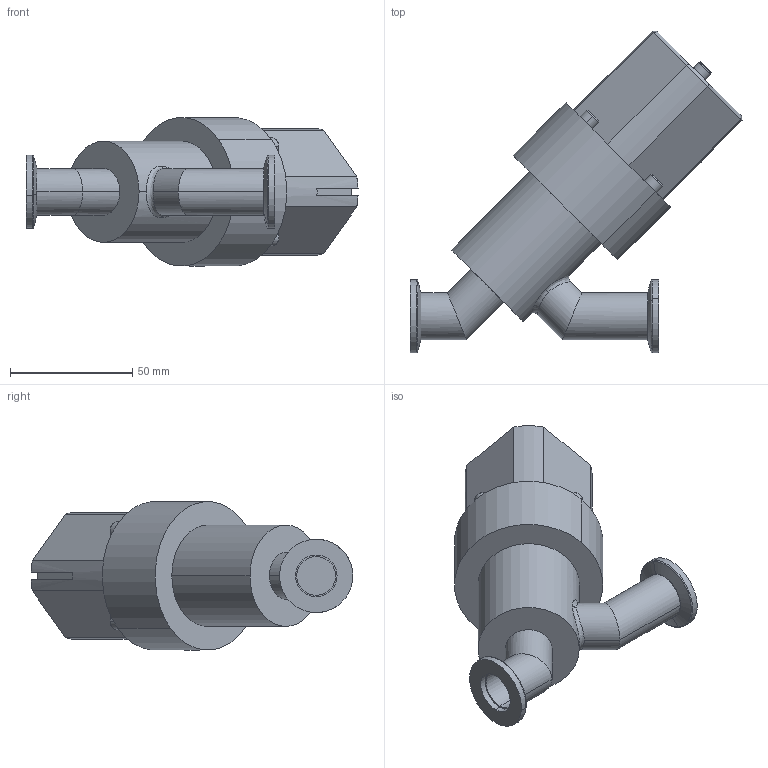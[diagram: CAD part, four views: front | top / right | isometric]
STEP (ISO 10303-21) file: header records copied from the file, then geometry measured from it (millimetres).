
FILE_DESCRIPTION (( 'STEP AP214' ), '1' );
FILE_NAME ('TL-750-P-KF16_PNEUMATIC_INLINE_VALVE_KF16_VITON_BONNET.STEP', '2025-01-24T16:46:36', ( '' ), ( '' ), 'SwSTEP 2.0', 'SolidWorks 2023', '' );
FILE_SCHEMA (( 'AUTOMOTIVE_DESIGN' ));
Length unit declared in the file: inch
Products named in the file (1): TL-750-P-KF16_PNEUMATIC_INLINE_VALVE_KF16_VITON_BONNET
Bounding box: 135.69 x 131.52 x 60.52 mm (x, y, z)
Volume: 253349.4 mm3; surface area: 35826.7 mm2
Topology: 1 solids, 1 shells, 124 faces, 310 edges, 202 vertices
Faces by surface type: plane 48, cylinder 45, cone 15, torus 14, bspline 2
Entity records: 4165 total; most frequent: CARTESIAN_POINT 1106, DIRECTION 675, ORIENTED_EDGE 620, EDGE_CURVE 310, AXIS2_PLACEMENT_3D 278, VERTEX_POINT 202, CIRCLE 155, EDGE_LOOP 142
